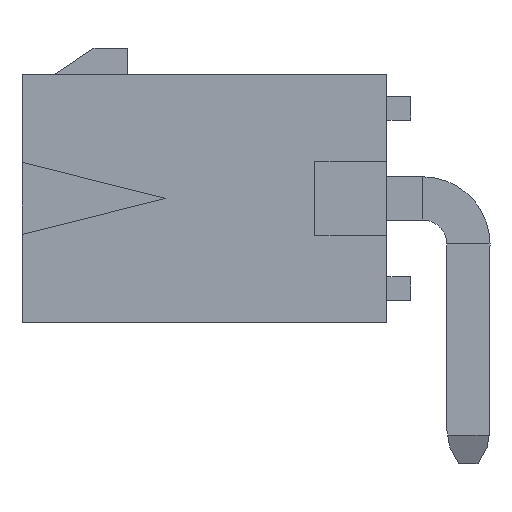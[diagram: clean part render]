
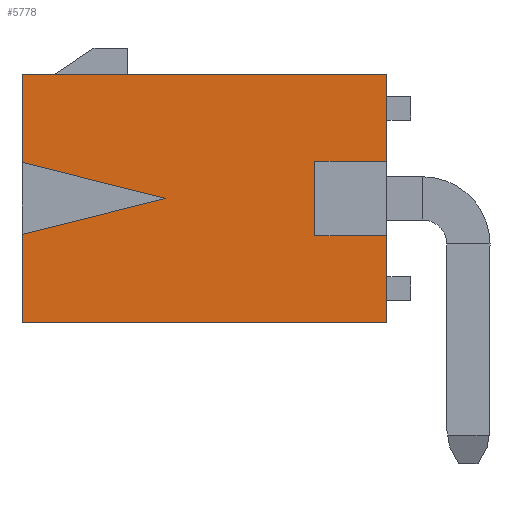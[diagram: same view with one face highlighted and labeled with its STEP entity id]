
A CAD part, left-side view. The second image highlights one B-rep face of the part: STEP entity #5778.
In plain terms, the highlighted planar face has unit normal (-1, 0, 0).
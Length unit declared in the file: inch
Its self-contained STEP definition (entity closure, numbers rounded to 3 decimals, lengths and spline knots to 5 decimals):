
#121 = LINE ( 'NONE', #129, #128 ) ;
#126 = CARTESIAN_POINT ( 'NONE',  ( -0.27375, -0.19, 0.1295 ) ) ;
#127 = DIRECTION ( 'NONE',  ( 0., 0., 1. ) ) ;
#128 = VECTOR ( 'NONE', #127, 39.37008 ) ;
#129 = CARTESIAN_POINT ( 'NONE',  ( -0.27375, -0.19, -0.1065 ) ) ;
#141 = CARTESIAN_POINT ( 'NONE',  ( -0.27375, -0.19, -0.1295 ) ) ;
#222 = CARTESIAN_POINT ( 'NONE',  ( -0.27375, -0.19, -0.0388 ) ) ;
#224 = VECTOR ( 'NONE', #283, 39.37008 ) ;
#225 = CARTESIAN_POINT ( 'NONE',  ( -0.27375, -0.19, -0.1065 ) ) ;
#226 = LINE ( 'NONE', #225, #224 ) ;
#283 = DIRECTION ( 'NONE',  ( 0., 0., 1. ) ) ;
#352 = CARTESIAN_POINT ( 'NONE',  ( -0.27375, 0.04, 0. ) ) ;
#381 = CARTESIAN_POINT ( 'NONE',  ( -0.27375, 0.19, -0.1295 ) ) ;
#483 = CARTESIAN_POINT ( 'NONE',  ( -0.27375, 0.19, 0.1295 ) ) ;
#484 = DIRECTION ( 'NONE',  ( 0., 0., 1. ) ) ;
#485 = VECTOR ( 'NONE', #484, 39.37008 ) ;
#486 = CARTESIAN_POINT ( 'NONE',  ( -0.27375, 0.19, -0.1065 ) ) ;
#487 = LINE ( 'NONE', #486, #485 ) ;
#496 = CARTESIAN_POINT ( 'NONE',  ( -0.27375, 0.19, -0.0375 ) ) ;
#497 = DIRECTION ( 'NONE',  ( 0., 0., 1. ) ) ;
#498 = VECTOR ( 'NONE', #497, 39.37008 ) ;
#499 = CARTESIAN_POINT ( 'NONE',  ( -0.27375, 0.19, -0.1065 ) ) ;
#500 = LINE ( 'NONE', #499, #498 ) ;
#519 = CARTESIAN_POINT ( 'NONE',  ( -0.27375, 0.19, 0.0375 ) ) ;
#1134 = DIRECTION ( 'NONE',  ( 0., 1., 0. ) ) ;
#1135 = VECTOR ( 'NONE', #1134, 39.37008 ) ;
#1136 = CARTESIAN_POINT ( 'NONE',  ( -0.27375, -0.19, -0.1295 ) ) ;
#1138 = CARTESIAN_POINT ( 'NONE',  ( -0.27375, -0.115, -0.0388 ) ) ;
#1139 = LINE ( 'NONE', #1138, #1156 ) ;
#1154 = LINE ( 'NONE', #1136, #1135 ) ;
#1155 = DIRECTION ( 'NONE',  ( 0., -1., 0. ) ) ;
#1156 = VECTOR ( 'NONE', #1155, 39.37008 ) ;
#1159 = VECTOR ( 'NONE', #1182, 39.37008 ) ;
#1160 = CARTESIAN_POINT ( 'NONE',  ( -0.27375, -0.115, 0.0388 ) ) ;
#1161 = LINE ( 'NONE', #1160, #1159 ) ;
#1182 = DIRECTION ( 'NONE',  ( 0., -1., 0. ) ) ;
#1201 = VECTOR ( 'NONE', #1217, 39.37008 ) ;
#1217 = DIRECTION ( 'NONE',  ( 0., -0.97, 0.243 ) ) ;
#1218 = CARTESIAN_POINT ( 'NONE',  ( -0.27375, 0.04, 0. ) ) ;
#1219 = LINE ( 'NONE', #1218, #1201 ) ;
#1261 = CARTESIAN_POINT ( 'NONE',  ( -0.27375, 0.19, -0.1065 ) ) ;
#1262 = DIRECTION ( 'NONE',  ( 0., 0., -1. ) ) ;
#1279 = AXIS2_PLACEMENT_3D ( 'NONE', #1261, #1288, #1262 ) ;
#1280 = FACE_OUTER_BOUND ( 'NONE', #5777, .T. ) ;
#1288 = DIRECTION ( 'NONE',  ( 1., 0., 0. ) ) ;
#1305 = PLANE ( 'NONE',  #1279 ) ;
#1322 = DIRECTION ( 'NONE',  ( 0., 1., 0. ) ) ;
#1338 = CARTESIAN_POINT ( 'NONE',  ( -0.27375, -0.115, 0.0388 ) ) ;
#1403 = VECTOR ( 'NONE', #1322, 39.37008 ) ;
#1404 = CARTESIAN_POINT ( 'NONE',  ( -0.27375, -0.19, 0.1295 ) ) ;
#1405 = LINE ( 'NONE', #1404, #1403 ) ;
#1414 = CARTESIAN_POINT ( 'NONE',  ( -0.27375, -0.115, 0.0388 ) ) ;
#1415 = LINE ( 'NONE', #1414, #1418 ) ;
#1417 = DIRECTION ( 'NONE',  ( 0., 0., -1. ) ) ;
#1418 = VECTOR ( 'NONE', #1417, 39.37008 ) ;
#1501 = CARTESIAN_POINT ( 'NONE',  ( -0.27375, -0.115, -0.0388 ) ) ;
#1813 = DIRECTION ( 'NONE',  ( 0., 0.97, 0.243 ) ) ;
#1814 = VECTOR ( 'NONE', #1813, 39.37008 ) ;
#1815 = CARTESIAN_POINT ( 'NONE',  ( -0.27375, 0.19, 0.0375 ) ) ;
#1816 = LINE ( 'NONE', #1815, #1814 ) ;
#3920 = CARTESIAN_POINT ( 'NONE',  ( -0.27375, -0.19, 0.0388 ) ) ;
#4956 = VERTEX_POINT ( 'NONE', #3920 ) ;
#5262 = EDGE_CURVE ( 'NONE', #4956, #5263, #121, .T. ) ;
#5263 = VERTEX_POINT ( 'NONE', #126 ) ;
#5278 = VERTEX_POINT ( 'NONE', #141 ) ;
#5335 = EDGE_CURVE ( 'NONE', #5278, #5351, #226, .T. ) ;
#5351 = VERTEX_POINT ( 'NONE', #222 ) ;
#5393 = VERTEX_POINT ( 'NONE', #352 ) ;
#5440 = VERTEX_POINT ( 'NONE', #381 ) ;
#5509 = EDGE_CURVE ( 'NONE', #5517, #5510, #487, .T. ) ;
#5510 = VERTEX_POINT ( 'NONE', #483 ) ;
#5513 = EDGE_CURVE ( 'NONE', #5440, #5514, #500, .T. ) ;
#5514 = VERTEX_POINT ( 'NONE', #496 ) ;
#5517 = VERTEX_POINT ( 'NONE', #519 ) ;
#5687 = ORIENTED_EDGE ( 'NONE', *, *, #5749, .F. ) ;
#5702 = ORIENTED_EDGE ( 'NONE', *, *, #5869, .F. ) ;
#5709 = EDGE_CURVE ( 'NONE', #5393, #5517, #1816, .T. ) ;
#5733 = EDGE_CURVE ( 'NONE', #5881, #5351, #1139, .T. ) ;
#5734 = EDGE_CURVE ( 'NONE', #5278, #5440, #1154, .T. ) ;
#5740 = EDGE_CURVE ( 'NONE', #5838, #4956, #1161, .T. ) ;
#5741 = ORIENTED_EDGE ( 'NONE', *, *, #5262, .T. ) ;
#5742 = ORIENTED_EDGE ( 'NONE', *, *, #5868, .T. ) ;
#5749 = EDGE_CURVE ( 'NONE', #5514, #5393, #1219, .T. ) ;
#5752 = ORIENTED_EDGE ( 'NONE', *, *, #5513, .F. ) ;
#5769 = ORIENTED_EDGE ( 'NONE', *, *, #5734, .F. ) ;
#5772 = ORIENTED_EDGE ( 'NONE', *, *, #5335, .T. ) ;
#5774 = ORIENTED_EDGE ( 'NONE', *, *, #5733, .F. ) ;
#5777 = EDGE_LOOP ( 'NONE', ( #5702, #5870, #5741, #5742, #5866, #5867, #5687, #5752, #5769, #5772, #5774 ) ) ;
#5778 = ADVANCED_FACE ( 'NONE', ( #1280 ), #1305, .F. ) ;
#5838 = VERTEX_POINT ( 'NONE', #1338 ) ;
#5866 = ORIENTED_EDGE ( 'NONE', *, *, #5509, .F. ) ;
#5867 = ORIENTED_EDGE ( 'NONE', *, *, #5709, .F. ) ;
#5868 = EDGE_CURVE ( 'NONE', #5263, #5510, #1405, .T. ) ;
#5869 = EDGE_CURVE ( 'NONE', #5838, #5881, #1415, .T. ) ;
#5870 = ORIENTED_EDGE ( 'NONE', *, *, #5740, .T. ) ;
#5881 = VERTEX_POINT ( 'NONE', #1501 ) ;
